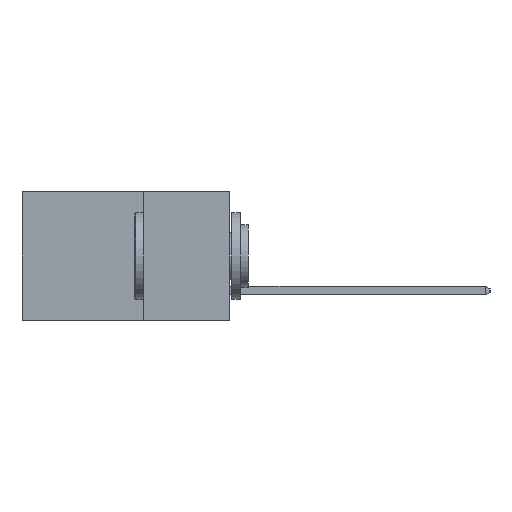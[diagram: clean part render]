
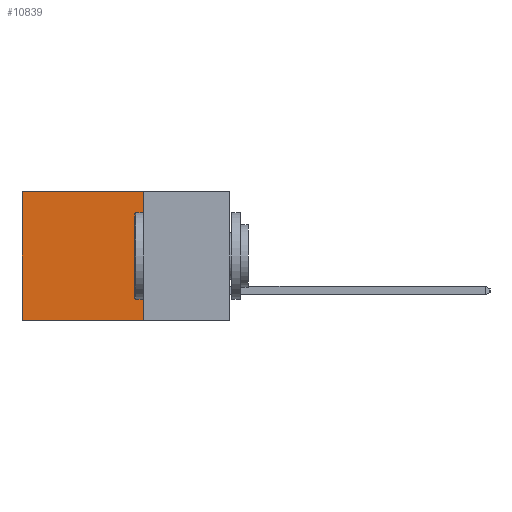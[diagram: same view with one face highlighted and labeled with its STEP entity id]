
A CAD part, left-side view. The second image highlights one B-rep face of the part: STEP entity #10839.
In plain terms, the highlighted planar face has unit normal (-1, 0, 0).
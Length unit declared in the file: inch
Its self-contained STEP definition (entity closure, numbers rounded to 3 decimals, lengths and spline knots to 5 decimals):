
#457 = CARTESIAN_POINT ( 'NONE',  ( 0.298, 0.6, -0.37 ) ) ;
#461 = ORIENTED_EDGE ( 'NONE', *, *, #2878, .F. ) ;
#1195 = CARTESIAN_POINT ( 'NONE',  ( 0.298, 0.25, -0.37 ) ) ;
#2489 = ORIENTED_EDGE ( 'NONE', *, *, #4175, .T. ) ;
#2878 = EDGE_CURVE ( 'NONE', #20043, #21396, #26070, .T. ) ;
#4045 = AXIS2_PLACEMENT_3D ( 'NONE', #27305, #4245, #19081 ) ;
#4157 = LINE ( 'NONE', #23537, #20372 ) ;
#4175 = EDGE_CURVE ( 'NONE', #7159, #13335, #4954, .T. ) ;
#4245 = DIRECTION ( 'NONE',  ( 1., 0., 0. ) ) ;
#4954 = LINE ( 'NONE', #12951, #21766 ) ;
#6425 = DIRECTION ( 'NONE',  ( 0., 0., -1. ) ) ;
#6772 = DIRECTION ( 'NONE',  ( 0., 0., -1. ) ) ;
#7159 = VERTEX_POINT ( 'NONE', #12867 ) ;
#7657 = FACE_OUTER_BOUND ( 'NONE', #7830, .T. ) ;
#7830 = EDGE_LOOP ( 'NONE', ( #8218, #461, #9458, #2489 ) ) ;
#8218 = ORIENTED_EDGE ( 'NONE', *, *, #16070, .T. ) ;
#9458 = ORIENTED_EDGE ( 'NONE', *, *, #14871, .F. ) ;
#9996 = VECTOR ( 'NONE', #21000, 39.37008 ) ;
#10839 = ADVANCED_FACE ( 'NONE', ( #7657 ), #16910, .F. ) ;
#12867 = CARTESIAN_POINT ( 'NONE',  ( 0.298, 0.25, 0. ) ) ;
#12943 = DIRECTION ( 'NONE',  ( 0., 1., 0. ) ) ;
#12951 = CARTESIAN_POINT ( 'NONE',  ( 0.298, 0.25, 0. ) ) ;
#13335 = VERTEX_POINT ( 'NONE', #13778 ) ;
#13778 = CARTESIAN_POINT ( 'NONE',  ( 0.298, 0.6, 0. ) ) ;
#14871 = EDGE_CURVE ( 'NONE', #7159, #20043, #4157, .T. ) ;
#16070 = EDGE_CURVE ( 'NONE', #13335, #21396, #22232, .T. ) ;
#16910 = PLANE ( 'NONE',  #4045 ) ;
#16977 = CARTESIAN_POINT ( 'NONE',  ( 0.298, 0.6, 0. ) ) ;
#19081 = DIRECTION ( 'NONE',  ( 0., 0., -1. ) ) ;
#20043 = VERTEX_POINT ( 'NONE', #1195 ) ;
#20372 = VECTOR ( 'NONE', #6772, 39.37008 ) ;
#20764 = CARTESIAN_POINT ( 'NONE',  ( 0.298, 0.25, -0.37 ) ) ;
#21000 = DIRECTION ( 'NONE',  ( 0., 1., 0. ) ) ;
#21396 = VERTEX_POINT ( 'NONE', #457 ) ;
#21766 = VECTOR ( 'NONE', #12943, 39.37008 ) ;
#22232 = LINE ( 'NONE', #16977, #27112 ) ;
#23537 = CARTESIAN_POINT ( 'NONE',  ( 0.298, 0.25, 0. ) ) ;
#26070 = LINE ( 'NONE', #20764, #9996 ) ;
#27112 = VECTOR ( 'NONE', #6425, 39.37008 ) ;
#27305 = CARTESIAN_POINT ( 'NONE',  ( 0.298, 0.25, 0. ) ) ;
